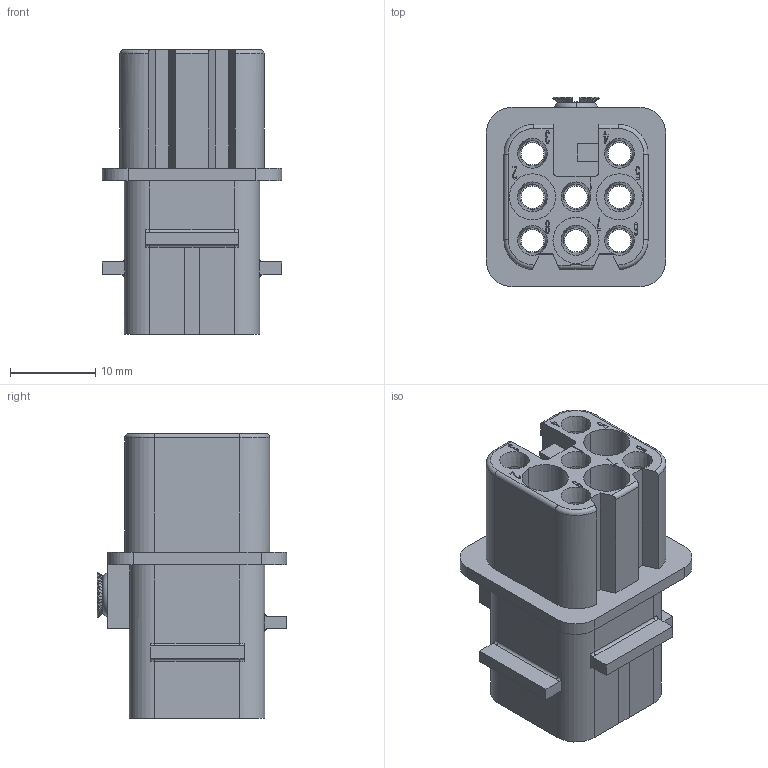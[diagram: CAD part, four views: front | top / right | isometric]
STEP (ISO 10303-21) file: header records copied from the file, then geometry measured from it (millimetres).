
FILE_DESCRIPTION((''),'2;1');
FILE_NAME('3D_1250080200001_HD-008-FC_V1_0','2019-06-28T',('zl.chen'),(''),'PRO/ENGINEER BY PARAMETRIC TECHNOLOGY CORPORATION, 2013430','PRO/ENGINEER BY PARAMETRIC TECHNOLOGY CORPORATION, 2013430','');
FILE_SCHEMA(('CONFIG_CONTROL_DESIGN','SHAPE_APPEARANCE_LAYERS_GROUPS'));
Length unit declared in the file: millimetre
Products named in the file (1): 3D_1250080200001_HD-008-FC_V1_0
Bounding box: 21 x 22.2 x 33.4 mm (x, y, z)
Volume: 6372.9 mm3; surface area: 6420.6 mm2
Topology: 2 solids, 4 shells, 888 faces, 2521 edges, 1676 vertices
Faces by surface type: plane 722, cylinder 67, cone 39, bspline 36, torus 24
Entity records: 30039 total; most frequent: CARTESIAN_POINT 6987, ORIENTED_EDGE 5042, DIRECTION 4273, EDGE_CURVE 2521, VECTOR 2057, LINE 2057, VERTEX_POINT 1676, AXIS2_PLACEMENT_3D 1108
